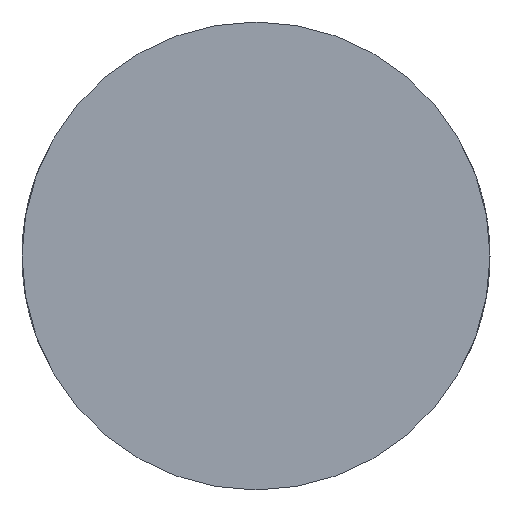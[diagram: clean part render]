
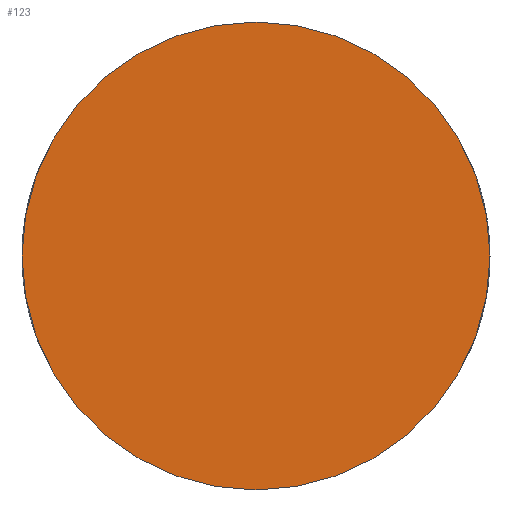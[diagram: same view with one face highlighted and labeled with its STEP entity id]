
A CAD part, left-side view. The second image highlights one B-rep face of the part: STEP entity #123.
In plain terms, the highlighted planar face has unit normal (-1, 0, 0).
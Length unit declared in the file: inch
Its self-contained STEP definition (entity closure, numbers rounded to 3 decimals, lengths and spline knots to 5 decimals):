
#16=PLANE('',#152);
#20=CIRCLE('',#150,0.125);
#25=FACE_OUTER_BOUND('',#32,.T.);
#32=EDGE_LOOP('',(#115));
#64=VERTEX_POINT('',#342);
#81=EDGE_CURVE('',#64,#64,#20,.T.);
#115=ORIENTED_EDGE('',*,*,#81,.F.);
#123=ADVANCED_FACE('',(#25),#16,.F.);
#150=AXIS2_PLACEMENT_3D('',#344,#168,#169);
#152=AXIS2_PLACEMENT_3D('',#346,#172,#173);
#168=DIRECTION('center_axis',(1.,0.,0.));
#169=DIRECTION('ref_axis',(0.,1.,0.));
#172=DIRECTION('center_axis',(1.,0.,0.));
#173=DIRECTION('ref_axis',(0.,0.,-1.));
#342=CARTESIAN_POINT('',(0.,-0.125,0.));
#344=CARTESIAN_POINT('Origin',(0.,0.,0.));
#346=CARTESIAN_POINT('Origin',(0.,0.,0.));
